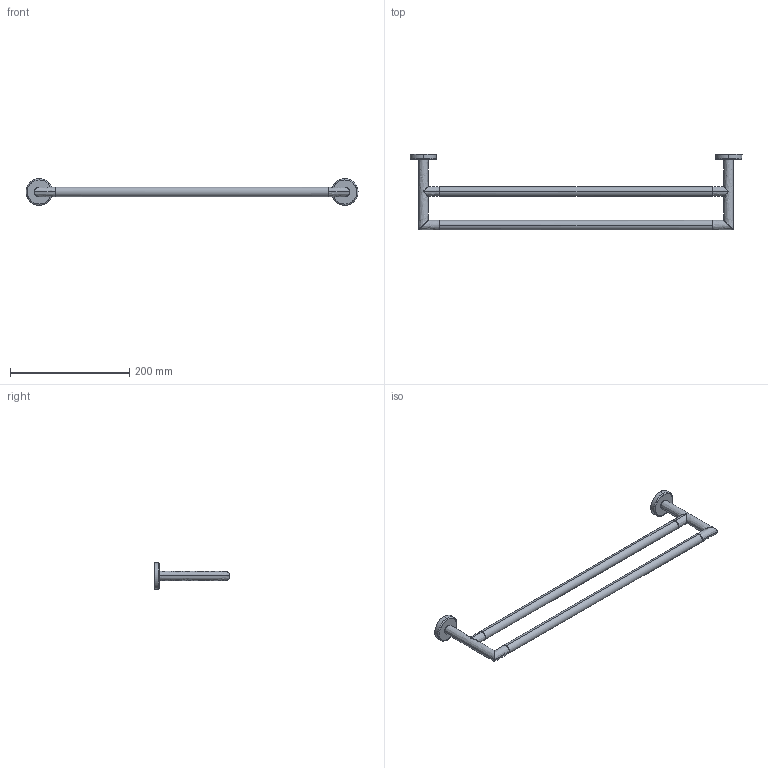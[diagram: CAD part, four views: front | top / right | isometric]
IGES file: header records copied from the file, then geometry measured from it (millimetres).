
Start section:  PTC IGES file: a44994_asm.igs  PTC IGES file: 44776_sw0001.igs  PTC IGES file: 44777_sw0001.igs  PTC IGES file: 44780_sw0001.igs  PTC IGES file: 44783_sw0001.igs  PTC IGES file: 44788_sw0001.igs  PTC IGES file: 44790_sw0001.igs  PTC IGES file: a44784_sw0001.igs  PTC IGES file: a44785_sw0001.igs  PTC IGES file: 44794_sw0001.igs
Global section: file name: 31H; native system: Rhinoceros ( May 19 2006 ); preprocessor: Trout Lake IGES 012 May 19 2006; date: 121009.113655; units: millimetre
Bounding box: 557.5 x 127.5 x 44.5 mm (x, y, z)
Surface area: 70397.2 mm2 (no closed solid volume)
Topology: 0 solids, 0 shells, 86 faces, 1146 edges, 1146 vertices
Faces by surface type: bspline 86
